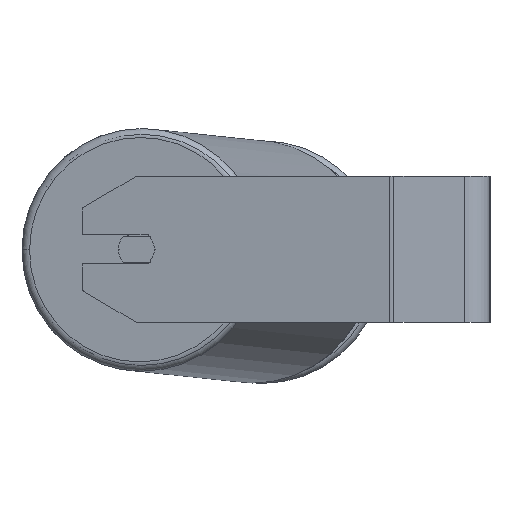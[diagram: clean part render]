
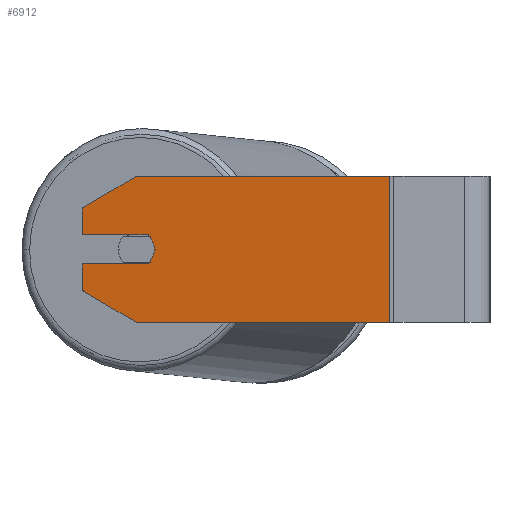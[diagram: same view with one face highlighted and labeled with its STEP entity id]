
A CAD part, left-side view. The second image highlights one B-rep face of the part: STEP entity #6912.
In plain terms, the highlighted planar face has unit normal (-0.985, 0.174, 0).
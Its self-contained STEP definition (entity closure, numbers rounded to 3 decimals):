
#96 = DIRECTION ( 'NONE',  ( 0.985, -0.174, 0. ) ) ;
#209 = VECTOR ( 'NONE', #5332, 1000. ) ;
#511 = CIRCLE ( 'NONE', #4750, 10. ) ;
#544 = LINE ( 'NONE', #2611, #209 ) ;
#684 = VECTOR ( 'NONE', #6348, 1000. ) ;
#744 = CARTESIAN_POINT ( 'NONE',  ( -575.121, 223.301, 22.679 ) ) ;
#817 = EDGE_CURVE ( 'NONE', #1343, #2610, #5166, .T. ) ;
#906 = VECTOR ( 'NONE', #3018, 1000. ) ;
#965 = DIRECTION ( 'NONE',  ( 0., 0., -1. ) ) ;
#1003 = ORIENTED_EDGE ( 'NONE', *, *, #7660, .F. ) ;
#1167 = VERTEX_POINT ( 'NONE', #6202 ) ;
#1276 = CARTESIAN_POINT ( 'NONE',  ( -581.372, 187.848, 8. ) ) ;
#1285 = LINE ( 'NONE', #6394, #906 ) ;
#1343 = VERTEX_POINT ( 'NONE', #7830 ) ;
#1452 = LINE ( 'NONE', #744, #7252 ) ;
#1497 = VERTEX_POINT ( 'NONE', #2025 ) ;
#1529 = ORIENTED_EDGE ( 'NONE', *, *, #817, .F. ) ;
#1539 = CARTESIAN_POINT ( 'NONE',  ( -575.121, 223.301, 40. ) ) ;
#1620 = LINE ( 'NONE', #1539, #7176 ) ;
#1666 = DIRECTION ( 'NONE',  ( -0.15, -0.853, -0.5 ) ) ;
#1674 = EDGE_CURVE ( 'NONE', #2610, #6567, #511, .T. ) ;
#1947 = CARTESIAN_POINT ( 'NONE',  ( -575.121, 223.301, 8. ) ) ;
#2011 = DIRECTION ( 'NONE',  ( 0., 0., -1. ) ) ;
#2025 = CARTESIAN_POINT ( 'NONE',  ( -580.33, 193.757, 40. ) ) ;
#2198 = VECTOR ( 'NONE', #5415, 1000. ) ;
#2256 = ORIENTED_EDGE ( 'NONE', *, *, #4108, .F. ) ;
#2347 = CARTESIAN_POINT ( 'NONE',  ( -575.121, 223.301, 40. ) ) ;
#2408 = DIRECTION ( 'NONE',  ( -0.174, -0.985, 0. ) ) ;
#2505 = CARTESIAN_POINT ( 'NONE',  ( -575.121, 223.301, -8. ) ) ;
#2534 = EDGE_CURVE ( 'NONE', #6543, #2891, #3702, .T. ) ;
#2573 = ORIENTED_EDGE ( 'NONE', *, *, #7557, .T. ) ;
#2605 = LINE ( 'NONE', #3132, #5647 ) ;
#2610 = VERTEX_POINT ( 'NONE', #3524 ) ;
#2611 = CARTESIAN_POINT ( 'NONE',  ( -581.372, 187.848, 8. ) ) ;
#2644 = EDGE_CURVE ( 'NONE', #1167, #4974, #1620, .T. ) ;
#2747 = ORIENTED_EDGE ( 'NONE', *, *, #3091, .F. ) ;
#2891 = VERTEX_POINT ( 'NONE', #8250 ) ;
#3018 = DIRECTION ( 'NONE',  ( -0.174, -0.985, 0. ) ) ;
#3026 = EDGE_CURVE ( 'NONE', #7144, #6543, #3682, .T. ) ;
#3091 = EDGE_CURVE ( 'NONE', #7144, #1343, #2605, .T. ) ;
#3132 = CARTESIAN_POINT ( 'NONE',  ( -581.372, 187.848, -8. ) ) ;
#3282 = ORIENTED_EDGE ( 'NONE', *, *, #6222, .F. ) ;
#3331 = VERTEX_POINT ( 'NONE', #6590 ) ;
#3333 = CARTESIAN_POINT ( 'NONE',  ( -604.787, 55.055, 40. ) ) ;
#3437 = PLANE ( 'NONE',  #6294 ) ;
#3458 = ORIENTED_EDGE ( 'NONE', *, *, #3026, .T. ) ;
#3524 = CARTESIAN_POINT ( 'NONE',  ( -582.067, 183.909, 0. ) ) ;
#3650 = ORIENTED_EDGE ( 'NONE', *, *, #5079, .T. ) ;
#3682 = LINE ( 'NONE', #2347, #684 ) ;
#3702 = LINE ( 'NONE', #8446, #7040 ) ;
#3898 = LINE ( 'NONE', #6745, #2198 ) ;
#4108 = EDGE_CURVE ( 'NONE', #4615, #3331, #6708, .T. ) ;
#4323 = AXIS2_PLACEMENT_3D ( 'NONE', #4420, #7717, #7088 ) ;
#4420 = CARTESIAN_POINT ( 'NONE',  ( -580.33, 193.757, 0. ) ) ;
#4541 = CARTESIAN_POINT ( 'NONE',  ( -575.121, 223.301, -22.679 ) ) ;
#4599 = DIRECTION ( 'NONE',  ( -0.174, -0.985, 0. ) ) ;
#4615 = VERTEX_POINT ( 'NONE', #7895 ) ;
#4750 = AXIS2_PLACEMENT_3D ( 'NONE', #7286, #7194, #2408 ) ;
#4936 = VECTOR ( 'NONE', #2011, 1000. ) ;
#4974 = VERTEX_POINT ( 'NONE', #1947 ) ;
#5079 = EDGE_CURVE ( 'NONE', #1497, #1167, #1452, .T. ) ;
#5166 = CIRCLE ( 'NONE', #4323, 10. ) ;
#5298 = ORIENTED_EDGE ( 'NONE', *, *, #2644, .T. ) ;
#5332 = DIRECTION ( 'NONE',  ( 0.174, 0.985, 0. ) ) ;
#5415 = DIRECTION ( 'NONE',  ( -0.174, -0.985, 0. ) ) ;
#5647 = VECTOR ( 'NONE', #4599, 1000. ) ;
#5833 = ORIENTED_EDGE ( 'NONE', *, *, #1674, .F. ) ;
#6109 = CARTESIAN_POINT ( 'NONE',  ( -575.121, 223.301, 40. ) ) ;
#6202 = CARTESIAN_POINT ( 'NONE',  ( -575.121, 223.301, 22.679 ) ) ;
#6222 = EDGE_CURVE ( 'NONE', #1497, #4615, #1285, .T. ) ;
#6294 = AXIS2_PLACEMENT_3D ( 'NONE', #6109, #96, #7350 ) ;
#6348 = DIRECTION ( 'NONE',  ( 0., 0., -1. ) ) ;
#6394 = CARTESIAN_POINT ( 'NONE',  ( -575.121, 223.301, 40. ) ) ;
#6543 = VERTEX_POINT ( 'NONE', #4541 ) ;
#6567 = VERTEX_POINT ( 'NONE', #1276 ) ;
#6590 = CARTESIAN_POINT ( 'NONE',  ( -604.787, 55.055, -40. ) ) ;
#6708 = LINE ( 'NONE', #3333, #4936 ) ;
#6745 = CARTESIAN_POINT ( 'NONE',  ( -575.121, 223.301, -40. ) ) ;
#6912 = ADVANCED_FACE ( 'NONE', ( #7486 ), #3437, .F. ) ;
#7040 = VECTOR ( 'NONE', #1666, 1000. ) ;
#7088 = DIRECTION ( 'NONE',  ( -0.174, -0.985, 0. ) ) ;
#7144 = VERTEX_POINT ( 'NONE', #2505 ) ;
#7176 = VECTOR ( 'NONE', #965, 1000. ) ;
#7194 = DIRECTION ( 'NONE',  ( -0.985, 0.174, 0. ) ) ;
#7252 = VECTOR ( 'NONE', #8284, 1000. ) ;
#7286 = CARTESIAN_POINT ( 'NONE',  ( -580.33, 193.757, 0. ) ) ;
#7350 = DIRECTION ( 'NONE',  ( 0.174, 0.985, 0. ) ) ;
#7486 = FACE_OUTER_BOUND ( 'NONE', #8253, .T. ) ;
#7557 = EDGE_CURVE ( 'NONE', #2891, #3331, #3898, .T. ) ;
#7660 = EDGE_CURVE ( 'NONE', #6567, #4974, #544, .T. ) ;
#7717 = DIRECTION ( 'NONE',  ( -0.985, 0.174, 0. ) ) ;
#7830 = CARTESIAN_POINT ( 'NONE',  ( -581.372, 187.848, -8. ) ) ;
#7895 = CARTESIAN_POINT ( 'NONE',  ( -604.787, 55.055, 40. ) ) ;
#8250 = CARTESIAN_POINT ( 'NONE',  ( -580.33, 193.757, -40. ) ) ;
#8253 = EDGE_LOOP ( 'NONE', ( #1529, #2747, #3458, #8551, #2573, #2256, #3282, #3650, #5298, #1003, #5833 ) ) ;
#8284 = DIRECTION ( 'NONE',  ( 0.15, 0.853, -0.5 ) ) ;
#8446 = CARTESIAN_POINT ( 'NONE',  ( -580.33, 193.757, -40. ) ) ;
#8551 = ORIENTED_EDGE ( 'NONE', *, *, #2534, .T. ) ;
